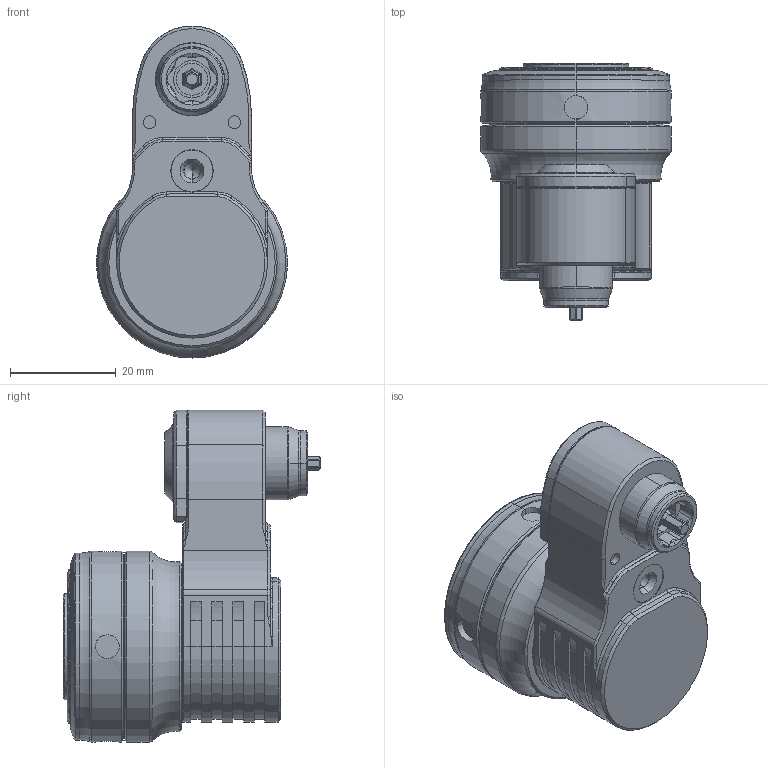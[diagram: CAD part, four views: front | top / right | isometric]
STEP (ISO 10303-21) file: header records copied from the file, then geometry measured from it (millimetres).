
FILE_DESCRIPTION((''),'2;1');
FILE_NAME('3513001539_SW0002','2022-12-24T22:37:11',('INEdipo'),(''),'CREO PARAMETRIC BY PTC INC, 2020281','CREO PARAMETRIC BY PTC INC, 2020281','');
FILE_SCHEMA(('CONFIG_CONTROL_DESIGN'));
Length unit declared in the file: inch
Products named in the file (1): 3513001539_SW0002
Bounding box: 36 x 48.67 x 62.65 mm (x, y, z)
Volume: 44688.7 mm3; surface area: 10327.2 mm2
Topology: 1 solids, 1 shells, 628 faces, 1603 edges, 1002 vertices
Faces by surface type: plane 210, cylinder 183, extrusion 92, cone 89, torus 44, bspline 10
Entity records: 25165 total; most frequent: CARTESIAN_POINT 10207, ORIENTED_EDGE 3198, DIRECTION 2933, EDGE_CURVE 1599, AXIS2_PLACEMENT_3D 1026, VERTEX_POINT 1002, VECTOR 881, LINE 789
